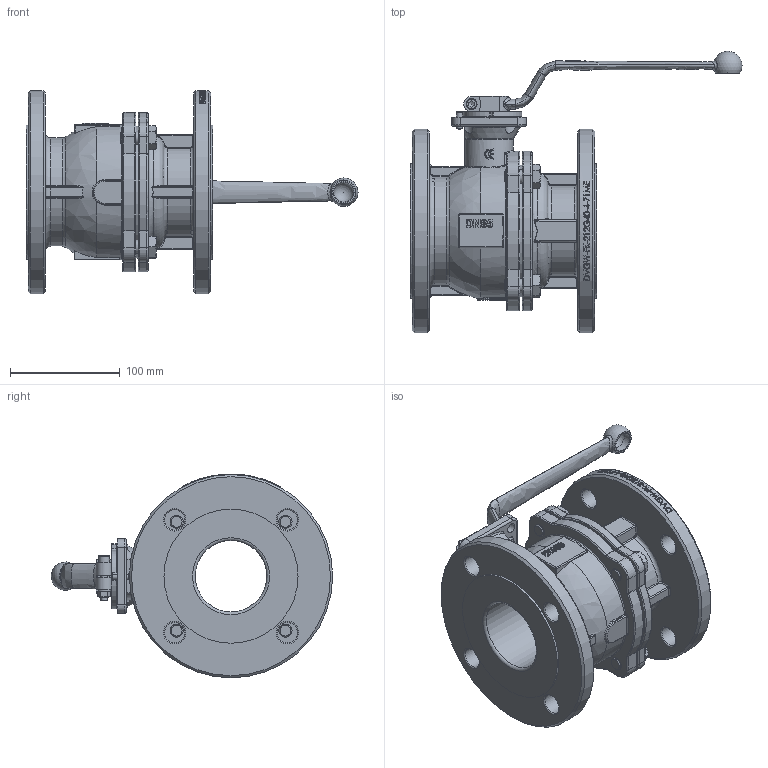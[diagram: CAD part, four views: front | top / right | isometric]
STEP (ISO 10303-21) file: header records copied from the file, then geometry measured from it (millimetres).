
FILE_DESCRIPTION (( 'STEP AP214' ), '1' );
FILE_NAME ('DVGW-FK-212G40-4-71ME 2212.STEP', '2022-12-23T11:26:30', ( '' ), ( '' ), 'SwSTEP 2.0', 'SolidWorks 2019', '' );
FILE_SCHEMA (( 'AUTOMOTIVE_DESIGN' ));
Length unit declared in the file: millimetre
Products named in the file (1): DVGW-FK-212G40-4-71ME 2212
Bounding box: 302 x 255.97 x 185.36 mm (x, y, z)
Volume: 1845081.6 mm3; surface area: 259729.8 mm2
Topology: 1 solids, 1 shells, 1070 faces, 2699 edges, 1644 vertices
Faces by surface type: plane 413, cylinder 254, bspline 230, torus 110, cone 50, sphere 13
Full cylindrical faces by diameter (mm): 4 x2, 6 x2, 6.5 x2, 9 x4, 10 x1, 12 x8, 13.5 x4, 17.2 x4, 18 x1, 18.5 x8, 24 x1, 44 x1, 65 x1, 120 x1, 122 x2, 185 x2
Entity records: 44641 total; most frequent: CARTESIAN_POINT 19209, ORIENTED_EDGE 5058, DIRECTION 4082, EDGE_CURVE 2529, VERTEX_POINT 1611, AXIS2_PLACEMENT_3D 1549, EDGE_LOOP 1268, FACE_OUTER_BOUND 1138
